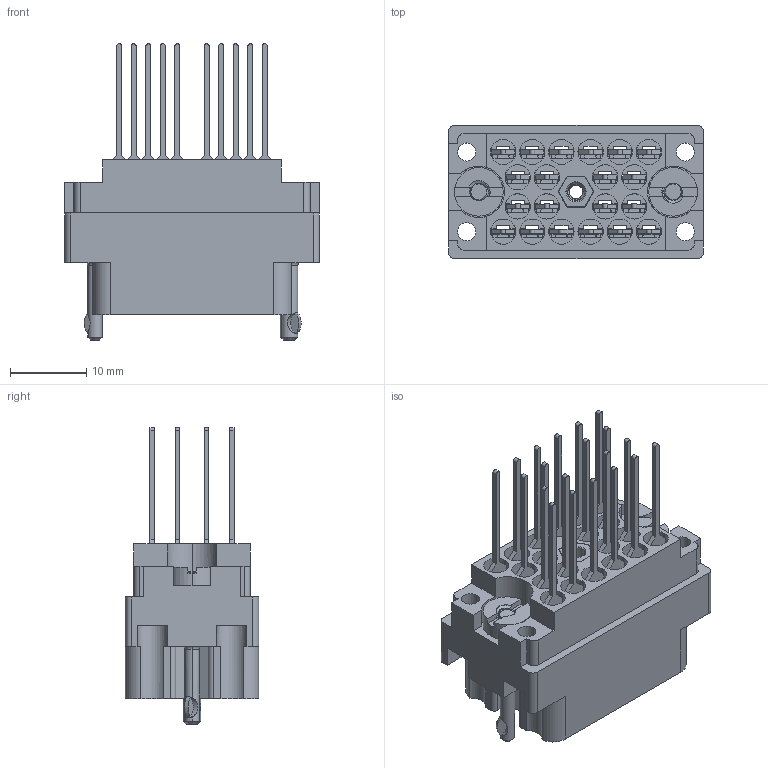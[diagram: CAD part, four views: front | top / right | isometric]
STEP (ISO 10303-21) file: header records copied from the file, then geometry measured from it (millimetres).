
FILE_DESCRIPTION (( 'STEP AP203' ), '1' );
FILE_NAME ('516-020-541-302.STEP', '2020-03-09T17:08:43', ( '' ), ( '' ), 'SwSTEP 2.0', 'SolidWorks 2016', '' );
FILE_SCHEMA (( 'CONFIG_CONTROL_DESIGN' ));
Length unit declared in the file: inch
Products named in the file (7): 516-292-001_541 Contact; 516 Plug Insulator_020; 516-222-020-102_020; 516-020-541-302; 516-222-020-102_021; 516-252-021-102_020; 516-252-025-100_516-252-025-100
Assembly tree (26 placements, depth 2):
  516-020-541-302
    516 Plug Insulator_020
    516-292-001_541 Contact  x20
    516-252-021-102_020  x2
    516-222-020-102_020
    516-252-025-100_516-252-025-100
    516-222-020-102_021
Bounding box: 33.32 x 17.42 x 38.76 mm (x, y, z)
Volume: 5594.2 mm3; surface area: 11722.3 mm2
Topology: 26 solids, 26 shells, 2296 faces, 6587 edges, 4358 vertices
Faces by surface type: plane 1326, cylinder 758, bspline 159, cone 49, torus 4
Entity records: 37500 total; most frequent: CARTESIAN_POINT 12887, ORIENTED_EDGE 5090, DIRECTION 4687, EDGE_CURVE 2545, VERTEX_POINT 1676, LINE 1643, VECTOR 1643, AXIS2_PLACEMENT_3D 1522
